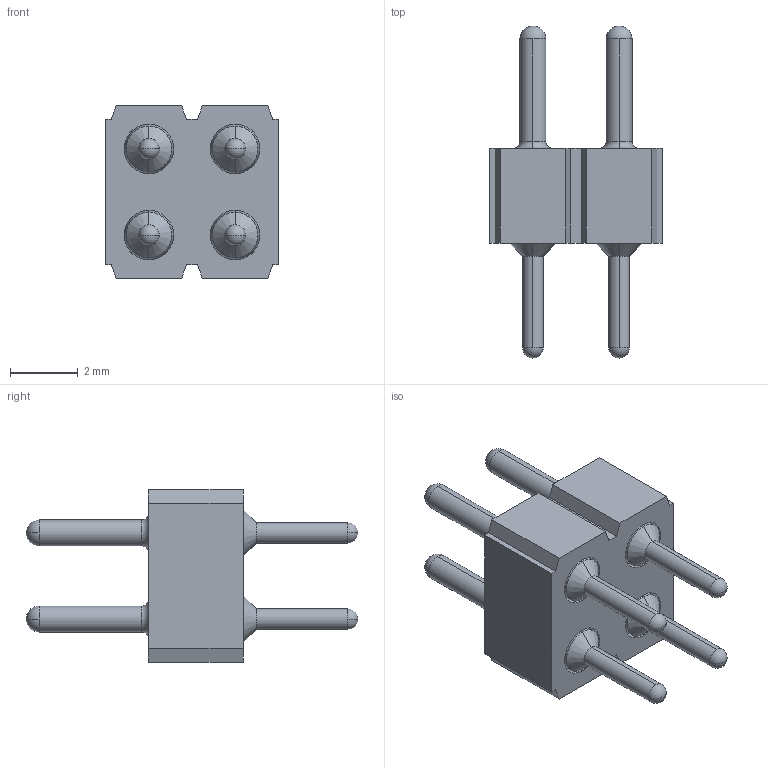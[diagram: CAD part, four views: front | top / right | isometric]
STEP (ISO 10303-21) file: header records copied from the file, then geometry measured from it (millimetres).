
FILE_DESCRIPTION (( 'STEP AP214' ), '1' );
FILE_NAME ('mill-max-800-10-004-10-002000.STEP', '2022-08-20T08:35:18', ( '' ), ( '' ), 'SwSTEP 2.0', 'SolidWorks 2022', '' );
FILE_SCHEMA (( 'AUTOMOTIVE_DESIGN' ));
Length unit declared in the file: inch
Products named in the file (3): P4XX-21-010-00-000000_P404-21-010-00-000000; mill-max-800-10-004-10-002000; 5016_5016-0-00-15-00-00-03-0
Assembly tree (5 placements, depth 2):
  mill-max-800-10-004-10-002000
    P4XX-21-010-00-000000_P404-21-010-00-000000
    5016_5016-0-00-15-00-00-03-0  x4
Bounding box: 5.08 x 9.78 x 5.08 mm (x, y, z)
Volume: 78.6 mm3; surface area: 281.3 mm2
Topology: 5 solids, 5 shells, 134 faces, 316 edges, 192 vertices
Faces by surface type: cylinder 56, plane 38, cone 16, sphere 16, torus 8
Entity records: 2072 total; most frequent: DIRECTION 368, CARTESIAN_POINT 331, ORIENTED_EDGE 312, EDGE_CURVE 156, AXIS2_PLACEMENT_3D 139, VERTEX_POINT 102, LINE 90, VECTOR 90
